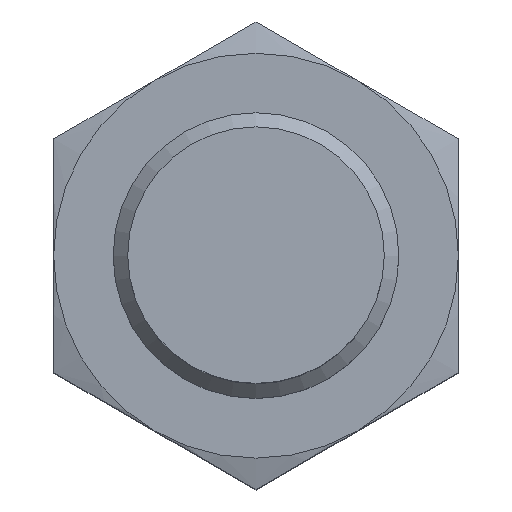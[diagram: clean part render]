
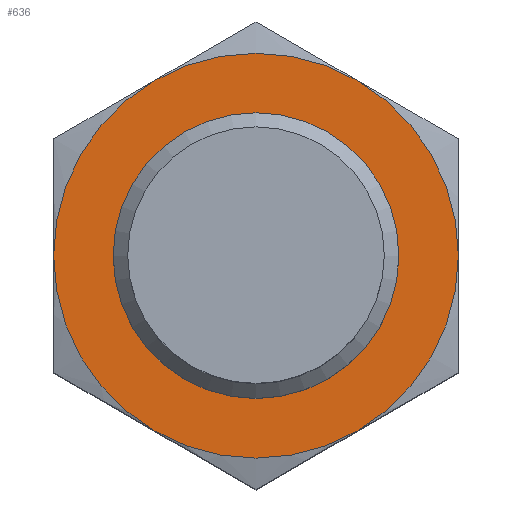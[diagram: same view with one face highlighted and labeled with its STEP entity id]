
A CAD part, top view. The second image highlights one B-rep face of the part: STEP entity #636.
In plain terms, the highlighted face is planar.
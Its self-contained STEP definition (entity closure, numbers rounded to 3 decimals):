
#134=PLANE('',#739);
#157=CIRCLE('',#724,8.5);
#158=CIRCLE('',#726,8.5);
#159=CIRCLE('',#728,8.5);
#160=CIRCLE('',#730,8.5);
#161=CIRCLE('',#732,8.5);
#164=CIRCLE('',#738,8.5);
#165=CIRCLE('',#740,6.);
#283=ORIENTED_EDGE('',*,*,#405,.F.);
#284=ORIENTED_EDGE('',*,*,#385,.T.);
#285=ORIENTED_EDGE('',*,*,#386,.T.);
#286=ORIENTED_EDGE('',*,*,#389,.T.);
#287=ORIENTED_EDGE('',*,*,#395,.T.);
#288=ORIENTED_EDGE('',*,*,#404,.T.);
#289=ORIENTED_EDGE('',*,*,#394,.T.);
#385=EDGE_CURVE('',#452,#454,#157,.T.);
#386=EDGE_CURVE('',#454,#455,#158,.T.);
#389=EDGE_CURVE('',#455,#457,#159,.T.);
#394=EDGE_CURVE('',#459,#452,#160,.T.);
#395=EDGE_CURVE('',#457,#461,#161,.T.);
#404=EDGE_CURVE('',#461,#459,#164,.T.);
#405=EDGE_CURVE('',#466,#466,#165,.T.);
#452=VERTEX_POINT('',#1095);
#454=VERTEX_POINT('',#1101);
#455=VERTEX_POINT('',#1105);
#457=VERTEX_POINT('',#1117);
#459=VERTEX_POINT('',#1132);
#461=VERTEX_POINT('',#1141);
#466=VERTEX_POINT('',#1178);
#522=EDGE_LOOP('',(#283));
#523=EDGE_LOOP('',(#284,#285,#286,#287,#288,#289));
#581=FACE_BOUND('',#522,.T.);
#582=FACE_BOUND('',#523,.T.);
#636=ADVANCED_FACE('',(#581,#582),#134,.F.);
#724=AXIS2_PLACEMENT_3D('',#1102,#877,#878);
#726=AXIS2_PLACEMENT_3D('',#1104,#881,#882);
#728=AXIS2_PLACEMENT_3D('',#1116,#885,#886);
#730=AXIS2_PLACEMENT_3D('',#1138,#889,#890);
#732=AXIS2_PLACEMENT_3D('',#1140,#893,#894);
#738=AXIS2_PLACEMENT_3D('',#1175,#905,#906);
#739=AXIS2_PLACEMENT_3D('',#1176,#907,#908);
#740=AXIS2_PLACEMENT_3D('',#1177,#909,#910);
#877=DIRECTION('',(1.,0.,0.));
#878=DIRECTION('',(0.,0.,-1.));
#881=DIRECTION('',(1.,0.,0.));
#882=DIRECTION('',(0.,0.,-1.));
#885=DIRECTION('',(1.,0.,0.));
#886=DIRECTION('',(0.,0.,-1.));
#889=DIRECTION('',(1.,0.,0.));
#890=DIRECTION('',(0.,0.,-1.));
#893=DIRECTION('',(1.,0.,0.));
#894=DIRECTION('',(0.,0.,-1.));
#905=DIRECTION('',(1.,0.,0.));
#906=DIRECTION('',(0.,0.,-1.));
#907=DIRECTION('',(-1.,0.,0.));
#908=DIRECTION('',(0.,0.,1.));
#909=DIRECTION('',(1.,0.,0.));
#910=DIRECTION('',(0.,0.,-1.));
#1095=CARTESIAN_POINT('',(4.,0.,-8.5));
#1101=CARTESIAN_POINT('',(4.,7.361,-4.25));
#1102=CARTESIAN_POINT('',(4.,0.,0.));
#1104=CARTESIAN_POINT('',(4.,0.,0.));
#1105=CARTESIAN_POINT('',(4.,7.361,4.25));
#1116=CARTESIAN_POINT('',(4.,0.,0.));
#1117=CARTESIAN_POINT('',(4.,0.,8.5));
#1132=CARTESIAN_POINT('',(4.,-7.361,-4.25));
#1138=CARTESIAN_POINT('',(4.,0.,0.));
#1140=CARTESIAN_POINT('',(4.,0.,0.));
#1141=CARTESIAN_POINT('',(4.,-7.361,4.25));
#1175=CARTESIAN_POINT('',(4.,0.,0.));
#1176=CARTESIAN_POINT('',(4.,8.5,0.));
#1177=CARTESIAN_POINT('',(4.,0.,0.));
#1178=CARTESIAN_POINT('',(4.,0.,-6.));
